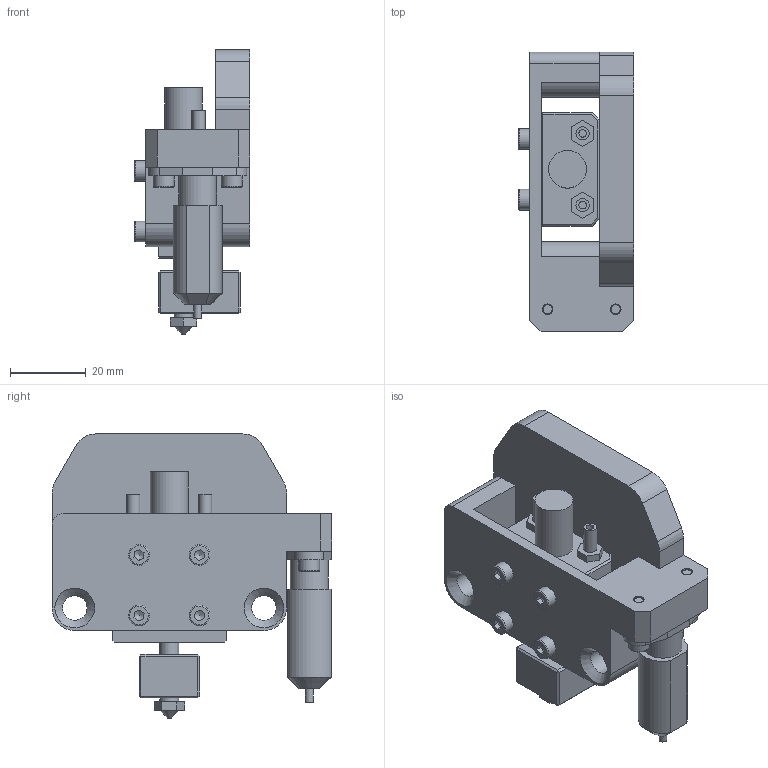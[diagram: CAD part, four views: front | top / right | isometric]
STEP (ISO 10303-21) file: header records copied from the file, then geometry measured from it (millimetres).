
FILE_DESCRIPTION(/* description */ (''),/* implementation_level */ '2;1');
FILE_NAME(/* name */ 'Tool Assembly - Trianglelab Arethusa w BLTouch.stp',/* time_stamp */ '2023-02-20T18:16:46+01:00',/* author */ ('remop'),/* organization */ (''),/* preprocessor_version */ 'ST-DEVELOPER v19.2',/* originating_system */ 'Autodesk Inventor 2023',/* authorisation */ '');
FILE_SCHEMA (('AUTOMOTIVE_DESIGN { 1 0 10303 214 3 1 1 }'));
Length unit declared in the file: millimetre
Products named in the file (8): MagToolChanger_Tool; MagToolChanger_Tool_1; CouplerL; Magnet_10mm; Arethusa; AS 1420 - 1973 - M3 x 8; BLTouch; AS 1420 - 1973 - M3 x 12
Assembly tree (18 placements, depth 2):
  MagToolChanger_Tool
    MagToolChanger_Tool_1
    CouplerL  x3
    Magnet_10mm  x6
    Arethusa
    AS 1420 - 1973 - M3 x 8  x4
    BLTouch
    AS 1420 - 1973 - M3 x 12  x2
Bounding box: 30.5 x 74 x 75.1 mm (x, y, z)
Volume: 65263.2 mm3; surface area: 28715.2 mm2
Topology: 18 solids, 18 shells, 322 faces, 709 edges, 448 vertices
Faces by surface type: plane 229, cylinder 64, cone 17, torus 12
Full cylindrical faces by diameter (mm): 2 x3, 2.8 x6, 3 x6, 3.2 x2, 3.5 x6, 5 x2, 5.5 x6, 6.5 x2, 10 x8
Entity records: 6775 total; most frequent: DIRECTION 1136, CARTESIAN_POINT 1127, ORIENTED_EDGE 1024, EDGE_CURVE 512, AXIS2_PLACEMENT_3D 385, LINE 366, VECTOR 366, VERTEX_POINT 318
